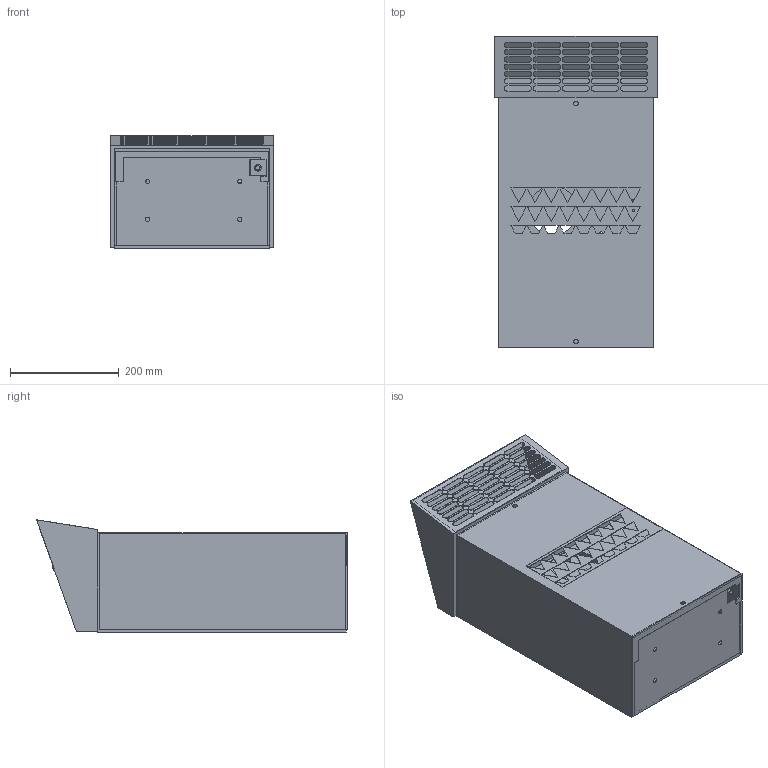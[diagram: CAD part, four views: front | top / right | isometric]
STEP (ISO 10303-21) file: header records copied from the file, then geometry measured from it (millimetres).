
FILE_DESCRIPTION(('STEP AP242'),'1');
FILE_NAME('nsycuhd400.stp','2020-01-25T18:26:54',('TraceParts'),('TraceParts S.A.'),'Spatial InterOp 3D',' ',' ');
FILE_SCHEMA(('AP242_MANAGED_MODEL_BASED_3D_ENGINEERING_MIM_LF {1 0 10303 442 1 1 4}'));
Length unit declared in the file: millimetre
Products named in the file (1): nsycuhd400
Bounding box: 299.78 x 572.79 x 206.95 mm (x, y, z)
Volume: 1145191.7 mm3; surface area: 1337684.6 mm2
Topology: 1 solids, 1 shells, 1036 faces, 3031 edges, 2010 vertices
Faces by surface type: plane 766, cylinder 269, extrusion 1
Entity records: 34964 total; most frequent: CARTESIAN_POINT 6116, ORIENTED_EDGE 6062, DIRECTION 5639, EDGE_CURVE 3031, VECTOR 2491, LINE 2490, VERTEX_POINT 2010, AXIS2_PLACEMENT_3D 1574
